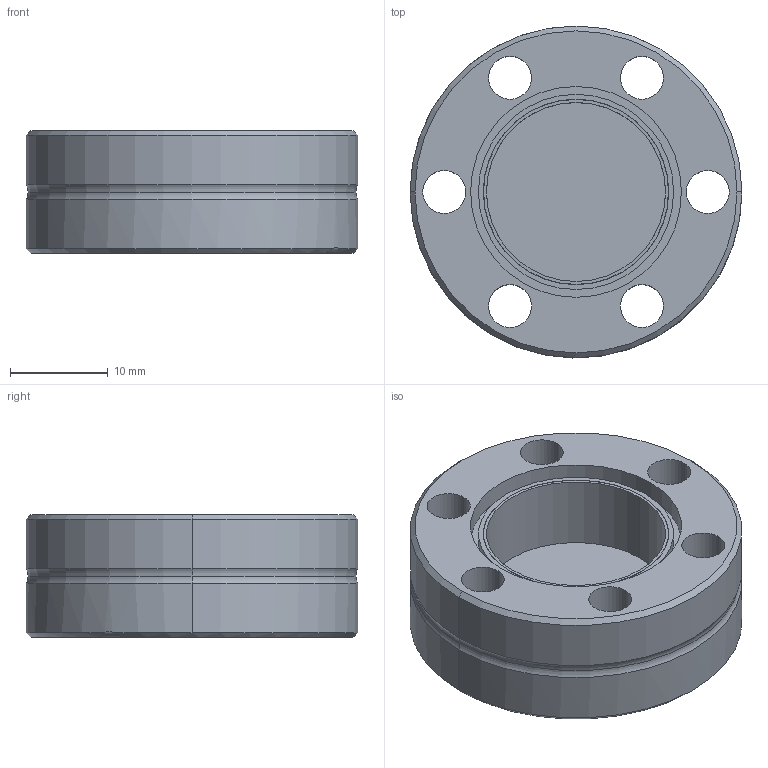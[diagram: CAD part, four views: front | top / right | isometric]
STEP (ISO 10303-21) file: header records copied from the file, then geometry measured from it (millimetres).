
FILE_DESCRIPTION (( 'STEP AP214' ), '1' );
FILE_NAME ('420GSG016-PB.step', '2017-07-10T07:00:39', ( 'install' ), ( '' ), 'SwSTEP 2.0', 'SolidWorks 2015', '' );
FILE_SCHEMA (( 'AUTOMOTIVE_DESIGN' ));
Length unit declared in the file: millimetre
Products named in the file (1): 420GSG016-PB
Bounding box: 34 x 34 x 12.6 mm (x, y, z)
Volume: 6988.9 mm3; surface area: 6245.3 mm2
Topology: 3 solids, 3 shells, 65 faces, 148 edges, 93 vertices
Faces by surface type: cylinder 36, plane 12, cone 11, torus 6
Entity records: 2700 total; most frequent: CARTESIAN_POINT 365, DIRECTION 365, ORIENTED_EDGE 296, AXIS2_PLACEMENT_3D 159, EDGE_CURVE 148, VERTEX_POINT 93, CIRCLE 93, EDGE_LOOP 85
